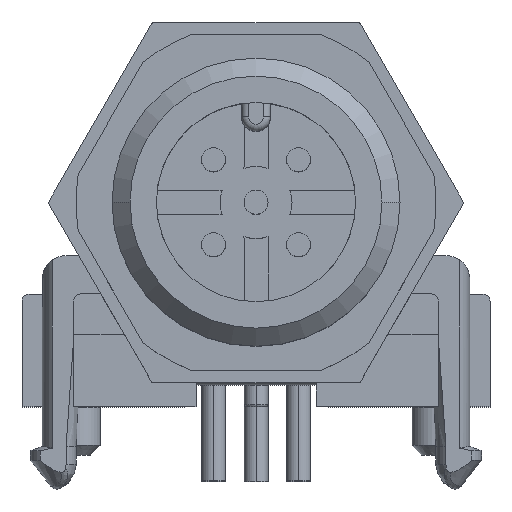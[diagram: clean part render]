
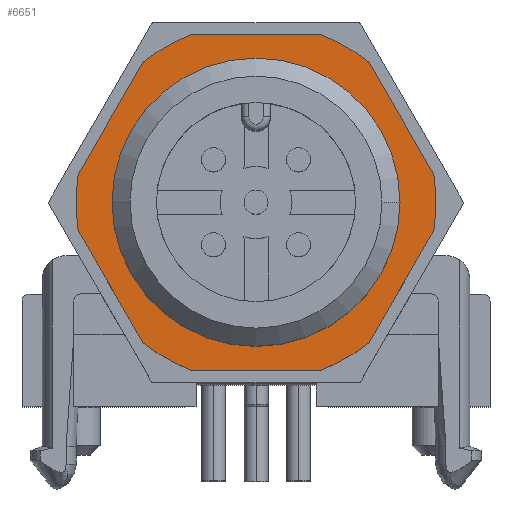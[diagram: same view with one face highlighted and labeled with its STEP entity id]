
A CAD part, top view. The second image highlights one B-rep face of the part: STEP entity #6651.
In plain terms, the highlighted planar face has unit normal (0, 0, 1).
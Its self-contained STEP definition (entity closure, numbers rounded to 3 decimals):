
#2162=CARTESIAN_POINT('',(0.,0.,-8.4));
#2163=DIRECTION('',(0.,0.,-1.));
#2164=DIRECTION('',(1.,0.,0.));
#2165=AXIS2_PLACEMENT_3D('',#2162,#2163,#2164);
#2167=CARTESIAN_POINT('',(0.,0.,-8.4));
#2168=DIRECTION('',(0.,0.,1.));
#2169=DIRECTION('',(1.,0.,0.));
#2170=AXIS2_PLACEMENT_3D('',#2167,#2168,#2169);
#2172=DIRECTION('',(0.5,-0.866,0.));
#2173=VECTOR('',#2172,5.385);
#2174=CARTESIAN_POINT('',(-7.408,-1.168,-8.4));
#2175=LINE('',#2174,#2173);
#2176=DIRECTION('',(0.5,0.866,0.));
#2177=VECTOR('',#2176,5.385);
#2178=CARTESIAN_POINT('',(-7.408,1.168,-8.4));
#2179=LINE('',#2178,#2177);
#2180=DIRECTION('',(1.,0.,0.));
#2181=VECTOR('',#2180,5.385);
#2182=CARTESIAN_POINT('',(-2.693,7.,-8.4));
#2183=LINE('',#2182,#2181);
#2184=DIRECTION('',(-0.5,0.866,0.));
#2185=VECTOR('',#2184,5.385);
#2186=CARTESIAN_POINT('',(7.408,1.168,-8.4));
#2187=LINE('',#2186,#2185);
#2188=DIRECTION('',(-0.5,-0.866,0.));
#2189=VECTOR('',#2188,5.385);
#2190=CARTESIAN_POINT('',(7.408,-1.168,-8.4));
#2191=LINE('',#2190,#2189);
#2192=DIRECTION('',(-1.,0.,0.));
#2193=VECTOR('',#2192,5.385);
#2194=CARTESIAN_POINT('',(2.693,-7.,-8.4));
#2195=LINE('',#2194,#2193);
#2839=CARTESIAN_POINT('',(0.,0.,-8.4));
#2840=DIRECTION('',(0.,0.,1.));
#2841=DIRECTION('',(0.629,0.778,0.));
#2842=AXIS2_PLACEMENT_3D('',#2839,#2840,#2841);
#2852=CARTESIAN_POINT('',(0.,0.,-8.4));
#2853=DIRECTION('',(0.,0.,1.));
#2854=DIRECTION('',(-0.359,0.933,0.));
#2855=AXIS2_PLACEMENT_3D('',#2852,#2853,#2854);
#2861=CARTESIAN_POINT('',(0.,0.,-8.4));
#2862=DIRECTION('',(0.,0.,-1.));
#2863=DIRECTION('',(-0.359,-0.933,0.));
#2864=AXIS2_PLACEMENT_3D('',#2861,#2862,#2863);
#2879=CARTESIAN_POINT('',(0.,0.,-8.4));
#2880=DIRECTION('',(0.,0.,1.));
#2881=DIRECTION('',(-0.988,0.156,0.));
#2882=AXIS2_PLACEMENT_3D('',#2879,#2880,#2881);
#2888=CARTESIAN_POINT('',(0.,0.,-8.4));
#2889=DIRECTION('',(0.,0.,1.));
#2890=DIRECTION('',(0.988,-0.156,0.));
#2891=AXIS2_PLACEMENT_3D('',#2888,#2889,#2890);
#2914=CARTESIAN_POINT('',(0.,0.,-8.4));
#2915=DIRECTION('',(0.,0.,-1.));
#2916=DIRECTION('',(0.629,-0.778,0.));
#2917=AXIS2_PLACEMENT_3D('',#2914,#2915,#2916);
#3315=CARTESIAN_POINT('',(6.,0.,-8.4));
#3316=CARTESIAN_POINT('',(-6.,0.,-8.4));
#3317=VERTEX_POINT('',#3315);
#3318=VERTEX_POINT('',#3316);
#3323=CARTESIAN_POINT('',(-7.408,-1.168,-8.4));
#3324=CARTESIAN_POINT('',(-4.716,-5.832,-8.4));
#3325=VERTEX_POINT('',#3323);
#3326=VERTEX_POINT('',#3324);
#3327=CARTESIAN_POINT('',(-7.408,1.168,-8.4));
#3328=CARTESIAN_POINT('',(-4.716,5.832,-8.4));
#3329=VERTEX_POINT('',#3327);
#3330=VERTEX_POINT('',#3328);
#3331=CARTESIAN_POINT('',(-2.693,7.,-8.4));
#3332=CARTESIAN_POINT('',(2.693,7.,-8.4));
#3333=VERTEX_POINT('',#3331);
#3334=VERTEX_POINT('',#3332);
#3335=CARTESIAN_POINT('',(7.408,1.168,-8.4));
#3336=CARTESIAN_POINT('',(4.716,5.832,-8.4));
#3337=VERTEX_POINT('',#3335);
#3338=VERTEX_POINT('',#3336);
#3339=CARTESIAN_POINT('',(7.408,-1.168,-8.4));
#3340=CARTESIAN_POINT('',(4.716,-5.832,-8.4));
#3341=VERTEX_POINT('',#3339);
#3342=VERTEX_POINT('',#3340);
#3343=CARTESIAN_POINT('',(2.693,-7.,-8.4));
#3344=CARTESIAN_POINT('',(-2.693,-7.,-8.4));
#3345=VERTEX_POINT('',#3343);
#3346=VERTEX_POINT('',#3344);
#6615=CARTESIAN_POINT('',(0.,0.,-8.4));
#6616=DIRECTION('',(0.,0.,-1.));
#6617=DIRECTION('',(1.,0.,0.));
#6618=AXIS2_PLACEMENT_3D('',#6615,#6616,#6617);
#6619=PLANE('',#6618);
#6620=ORIENTED_EDGE('',*,*,#6605,.F.);
#6622=ORIENTED_EDGE('',*,*,#6621,.F.);
#6624=ORIENTED_EDGE('',*,*,#6623,.T.);
#6626=ORIENTED_EDGE('',*,*,#6625,.F.);
#6628=ORIENTED_EDGE('',*,*,#6627,.T.);
#6630=ORIENTED_EDGE('',*,*,#6629,.F.);
#6632=ORIENTED_EDGE('',*,*,#6631,.F.);
#6634=ORIENTED_EDGE('',*,*,#6633,.F.);
#6636=ORIENTED_EDGE('',*,*,#6635,.T.);
#6638=ORIENTED_EDGE('',*,*,#6637,.T.);
#6640=ORIENTED_EDGE('',*,*,#6639,.T.);
#6642=ORIENTED_EDGE('',*,*,#6641,.T.);
#6643=EDGE_LOOP('',(#6620,#6622,#6624,#6626,#6628,#6630,#6632,#6634,#6636,#6638,
#6640,#6642));
#6644=FACE_OUTER_BOUND('',#6643,.F.);
#6646=ORIENTED_EDGE('',*,*,#6645,.F.);
#6648=ORIENTED_EDGE('',*,*,#6647,.T.);
#6649=EDGE_LOOP('',(#6646,#6648));
#6650=FACE_BOUND('',#6649,.F.);
#2166=CIRCLE('',#2165,6.);
#2171=CIRCLE('',#2170,6.);
#2843=CIRCLE('',#2842,7.5);
#2856=CIRCLE('',#2855,7.5);
#2865=CIRCLE('',#2864,7.5);
#2883=CIRCLE('',#2882,7.5);
#2892=CIRCLE('',#2891,7.5);
#2918=CIRCLE('',#2917,7.5);
#6605=EDGE_CURVE('',#3325,#3326,#2175,.T.);
#6621=EDGE_CURVE('',#3329,#3325,#2883,.T.);
#6623=EDGE_CURVE('',#3329,#3330,#2179,.T.);
#6625=EDGE_CURVE('',#3333,#3330,#2856,.T.);
#6627=EDGE_CURVE('',#3333,#3334,#2183,.T.);
#6629=EDGE_CURVE('',#3338,#3334,#2843,.T.);
#6631=EDGE_CURVE('',#3337,#3338,#2187,.T.);
#6633=EDGE_CURVE('',#3341,#3337,#2892,.T.);
#6635=EDGE_CURVE('',#3341,#3342,#2191,.T.);
#6637=EDGE_CURVE('',#3342,#3345,#2918,.T.);
#6639=EDGE_CURVE('',#3345,#3346,#2195,.T.);
#6641=EDGE_CURVE('',#3346,#3326,#2865,.T.);
#6645=EDGE_CURVE('',#3317,#3318,#2166,.T.);
#6647=EDGE_CURVE('',#3317,#3318,#2171,.T.);
#6651=ADVANCED_FACE('',(#6644,#6650),#6619,.F.);
